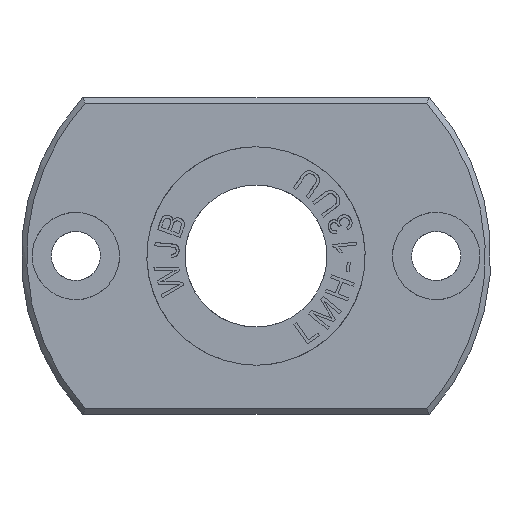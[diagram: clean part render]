
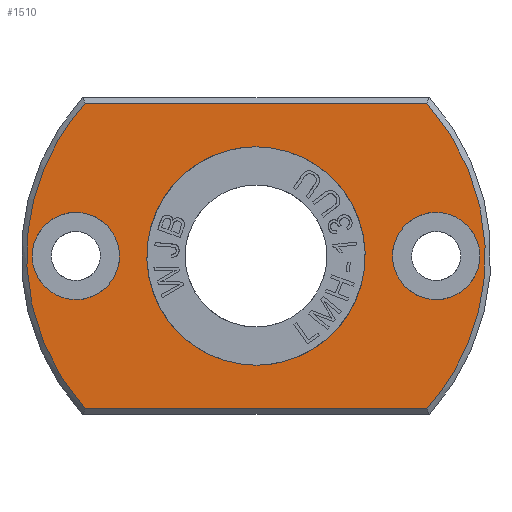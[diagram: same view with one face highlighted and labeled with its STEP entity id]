
A CAD part, left-side view. The second image highlights one B-rep face of the part: STEP entity #1510.
In plain terms, the highlighted planar face has unit normal (-1, 0, 0).
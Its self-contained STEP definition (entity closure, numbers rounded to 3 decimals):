
#204=PLANE('',#6255);
#466=FACE_BOUND('',#2203,.T.);
#467=FACE_BOUND('',#2204,.T.);
#468=FACE_BOUND('',#2205,.T.);
#469=FACE_BOUND('',#2206,.T.);
#1510=ADVANCED_FACE('',(#466,#467,#468,#469),#204,.T.);
#2203=EDGE_LOOP('',(#3270,#3271));
#2204=EDGE_LOOP('',(#3272,#3273));
#2205=EDGE_LOOP('',(#3274,#3275));
#2206=EDGE_LOOP('',(#3276,#3277,#3278,#3279));
#2551=B_SPLINE_CURVE_WITH_KNOTS('',3,(#7704,#7705,#7706,#7707,#7708,#7709),
 .UNSPECIFIED.,.F.,.F.,(4,2,4),(0.,0.5,1.),.UNSPECIFIED.);
#2641=B_SPLINE_CURVE_WITH_KNOTS('',3,(#9322,#9323,#9324,#9325,#9326,#9327,
#9328,#9329,#9330,#9331),.UNSPECIFIED.,.F.,.F.,(4,2,2,2,4),(0.,0.25,0.5,
0.75,1.),.UNSPECIFIED.);
#2642=B_SPLINE_CURVE_WITH_KNOTS('',3,(#9334,#9335,#9336,#9337,#9338,#9339,
#9340,#9341,#9342,#9343),.UNSPECIFIED.,.F.,.F.,(4,2,2,2,4),(0.,0.25,0.5,
0.75,1.),.UNSPECIFIED.);
#2645=B_SPLINE_CURVE_WITH_KNOTS('',3,(#9368,#9369,#9370,#9371,#9372,#9373,
#9374,#9375,#9376,#9377),.UNSPECIFIED.,.F.,.F.,(4,2,2,2,4),(0.,0.25,0.5,
0.75,1.),.UNSPECIFIED.);
#2646=B_SPLINE_CURVE_WITH_KNOTS('',3,(#9380,#9381,#9382,#9383,#9384,#9385,
#9386,#9387,#9388,#9389),.UNSPECIFIED.,.F.,.F.,(4,2,2,2,4),(0.,0.25,0.5,
0.75,1.),.UNSPECIFIED.);
#2647=B_SPLINE_CURVE_WITH_KNOTS('',3,(#9390,#9391,#9392,#9393,#9394,#9395,
#9396,#9397,#9398,#9399),.UNSPECIFIED.,.F.,.F.,(4,2,2,2,4),(0.,0.25,0.5,
0.75,1.),.UNSPECIFIED.);
#2648=B_SPLINE_CURVE_WITH_KNOTS('',3,(#9402,#9403,#9404,#9405,#9406,#9407,
#9408,#9409,#9410,#9411),.UNSPECIFIED.,.F.,.F.,(4,2,2,2,4),(0.,0.25,0.5,
0.75,1.),.UNSPECIFIED.);
#2649=B_SPLINE_CURVE_WITH_KNOTS('',3,(#9412,#9413,#9414,#9415,#9416,#9417),
 .UNSPECIFIED.,.F.,.F.,(4,2,4),(0.,0.5,1.),.UNSPECIFIED.);
#2650=B_SPLINE_CURVE_WITH_KNOTS('',3,(#9420,#9421,#9422,#9423),.UNSPECIFIED.,
 .F.,.F.,(4,4),(0.,1.),.UNSPECIFIED.);
#2651=B_SPLINE_CURVE_WITH_KNOTS('',3,(#9424,#9425,#9426,#9427),.UNSPECIFIED.,
 .F.,.F.,(4,4),(0.,1.),.UNSPECIFIED.);
#3270=ORIENTED_EDGE('',*,*,#5570,.F.);
#3271=ORIENTED_EDGE('',*,*,#5571,.F.);
#3272=ORIENTED_EDGE('',*,*,#5572,.F.);
#3273=ORIENTED_EDGE('',*,*,#5573,.F.);
#3274=ORIENTED_EDGE('',*,*,#5567,.T.);
#3275=ORIENTED_EDGE('',*,*,#5566,.T.);
#3276=ORIENTED_EDGE('',*,*,#5574,.F.);
#3277=ORIENTED_EDGE('',*,*,#5575,.F.);
#3278=ORIENTED_EDGE('',*,*,#5299,.F.);
#3279=ORIENTED_EDGE('',*,*,#5576,.F.);
#4715=VERTEX_POINT('',#7703);
#4716=VERTEX_POINT('',#7710);
#4980=VERTEX_POINT('',#9332);
#4981=VERTEX_POINT('',#9333);
#4984=VERTEX_POINT('',#9378);
#4985=VERTEX_POINT('',#9379);
#4986=VERTEX_POINT('',#9400);
#4987=VERTEX_POINT('',#9401);
#4988=VERTEX_POINT('',#9418);
#4989=VERTEX_POINT('',#9419);
#5299=EDGE_CURVE('',#4715,#4716,#2551,.T.);
#5566=EDGE_CURVE('',#4980,#4981,#2641,.T.);
#5567=EDGE_CURVE('',#4981,#4980,#2642,.T.);
#5570=EDGE_CURVE('',#4984,#4985,#2645,.T.);
#5571=EDGE_CURVE('',#4985,#4984,#2646,.T.);
#5572=EDGE_CURVE('',#4986,#4987,#2647,.T.);
#5573=EDGE_CURVE('',#4987,#4986,#2648,.T.);
#5574=EDGE_CURVE('',#4988,#4989,#2649,.T.);
#5575=EDGE_CURVE('',#4716,#4988,#2650,.T.);
#5576=EDGE_CURVE('',#4989,#4715,#2651,.T.);
#6255=AXIS2_PLACEMENT_3D('',#9428,#6760,#6761);
#6760=DIRECTION('',(-1.,0.,0.));
#6761=DIRECTION('',(0.,0.,1.));
#7703=CARTESIAN_POINT('',(0.,15.653,-14.));
#7704=CARTESIAN_POINT('',(0.,15.652,-14.));
#7705=CARTESIAN_POINT('',(0.,19.058,-10.193));
#7706=CARTESIAN_POINT('',(0.,21.,-5.108));
#7707=CARTESIAN_POINT('',(0.,21.,5.108));
#7708=CARTESIAN_POINT('',(0.,19.058,10.193));
#7709=CARTESIAN_POINT('',(0.,15.652,14.));
#7710=CARTESIAN_POINT('',(0.,15.653,14.));
#9322=CARTESIAN_POINT('',(0.,0.,10.));
#9323=CARTESIAN_POINT('',(0.,-2.627,10.));
#9324=CARTESIAN_POINT('',(0.,-5.215,8.927));
#9325=CARTESIAN_POINT('',(0.,-8.927,5.215));
#9326=CARTESIAN_POINT('',(0.,-10.,2.625));
#9327=CARTESIAN_POINT('',(0.,-10.,-2.625));
#9328=CARTESIAN_POINT('',(0.,-8.927,-5.215));
#9329=CARTESIAN_POINT('',(0.,-5.215,-8.927));
#9330=CARTESIAN_POINT('',(0.,-2.629,-10.));
#9331=CARTESIAN_POINT('',(0.,0.,-10.));
#9332=CARTESIAN_POINT('',(0.,0.,10.));
#9333=CARTESIAN_POINT('',(0.,0.,-10.));
#9334=CARTESIAN_POINT('',(0.,0.,-10.));
#9335=CARTESIAN_POINT('',(0.,2.627,-10.));
#9336=CARTESIAN_POINT('',(0.,5.215,-8.927));
#9337=CARTESIAN_POINT('',(0.,8.927,-5.215));
#9338=CARTESIAN_POINT('',(0.,10.,-2.625));
#9339=CARTESIAN_POINT('',(0.,10.,2.625));
#9340=CARTESIAN_POINT('',(0.,8.927,5.215));
#9341=CARTESIAN_POINT('',(0.,5.215,8.927));
#9342=CARTESIAN_POINT('',(0.,2.629,10.));
#9343=CARTESIAN_POINT('',(0.,0.,10.));
#9368=CARTESIAN_POINT('',(0.,-20.5,0.));
#9369=CARTESIAN_POINT('',(0.,-20.5,1.047));
#9370=CARTESIAN_POINT('',(0.,-20.069,2.088));
#9371=CARTESIAN_POINT('',(0.,-18.588,3.569));
#9372=CARTESIAN_POINT('',(0.,-17.547,4.));
#9373=CARTESIAN_POINT('',(0.,-15.453,4.));
#9374=CARTESIAN_POINT('',(0.,-14.412,3.569));
#9375=CARTESIAN_POINT('',(0.,-12.931,2.088));
#9376=CARTESIAN_POINT('',(0.,-12.5,1.047));
#9377=CARTESIAN_POINT('',(0.,-12.5,0.));
#9378=CARTESIAN_POINT('',(0.,-20.5,0.));
#9379=CARTESIAN_POINT('',(0.,-12.5,0.));
#9380=CARTESIAN_POINT('',(0.,-12.5,0.));
#9381=CARTESIAN_POINT('',(0.,-12.5,-1.047));
#9382=CARTESIAN_POINT('',(0.,-12.931,-2.088));
#9383=CARTESIAN_POINT('',(0.,-14.412,-3.569));
#9384=CARTESIAN_POINT('',(0.,-15.453,-4.));
#9385=CARTESIAN_POINT('',(0.,-17.547,-4.));
#9386=CARTESIAN_POINT('',(0.,-18.588,-3.569));
#9387=CARTESIAN_POINT('',(0.,-20.069,-2.088));
#9388=CARTESIAN_POINT('',(0.,-20.5,-1.047));
#9389=CARTESIAN_POINT('',(0.,-20.5,0.));
#9390=CARTESIAN_POINT('',(0.,12.5,0.));
#9391=CARTESIAN_POINT('',(0.,12.5,1.047));
#9392=CARTESIAN_POINT('',(0.,12.931,2.088));
#9393=CARTESIAN_POINT('',(0.,14.412,3.569));
#9394=CARTESIAN_POINT('',(0.,15.453,4.));
#9395=CARTESIAN_POINT('',(0.,17.547,4.));
#9396=CARTESIAN_POINT('',(0.,18.588,3.569));
#9397=CARTESIAN_POINT('',(0.,20.069,2.088));
#9398=CARTESIAN_POINT('',(0.,20.5,1.047));
#9399=CARTESIAN_POINT('',(0.,20.5,0.));
#9400=CARTESIAN_POINT('',(0.,12.5,0.));
#9401=CARTESIAN_POINT('',(0.,20.5,0.));
#9402=CARTESIAN_POINT('',(0.,20.5,0.));
#9403=CARTESIAN_POINT('',(0.,20.5,-1.047));
#9404=CARTESIAN_POINT('',(0.,20.069,-2.088));
#9405=CARTESIAN_POINT('',(0.,18.588,-3.569));
#9406=CARTESIAN_POINT('',(0.,17.547,-4.));
#9407=CARTESIAN_POINT('',(0.,15.453,-4.));
#9408=CARTESIAN_POINT('',(0.,14.412,-3.569));
#9409=CARTESIAN_POINT('',(0.,12.931,-2.088));
#9410=CARTESIAN_POINT('',(0.,12.5,-1.047));
#9411=CARTESIAN_POINT('',(0.,12.5,0.));
#9412=CARTESIAN_POINT('',(0.,-15.652,14.));
#9413=CARTESIAN_POINT('',(0.,-19.058,10.193));
#9414=CARTESIAN_POINT('',(0.,-21.,5.108));
#9415=CARTESIAN_POINT('',(0.,-21.,-5.108));
#9416=CARTESIAN_POINT('',(0.,-19.058,-10.193));
#9417=CARTESIAN_POINT('',(0.,-15.652,-14.));
#9418=CARTESIAN_POINT('',(0.,-15.653,14.));
#9419=CARTESIAN_POINT('',(0.,-15.653,-14.));
#9420=CARTESIAN_POINT('',(0.,15.652,14.));
#9421=CARTESIAN_POINT('',(0.,5.217,14.));
#9422=CARTESIAN_POINT('',(0.,-5.217,14.));
#9423=CARTESIAN_POINT('',(0.,-15.652,14.));
#9424=CARTESIAN_POINT('',(0.,-15.652,-14.));
#9425=CARTESIAN_POINT('',(0.,-5.217,-14.));
#9426=CARTESIAN_POINT('',(0.,5.217,-14.));
#9427=CARTESIAN_POINT('',(0.,15.652,-14.));
#9428=CARTESIAN_POINT('',(0.,-21.42,-21.));
